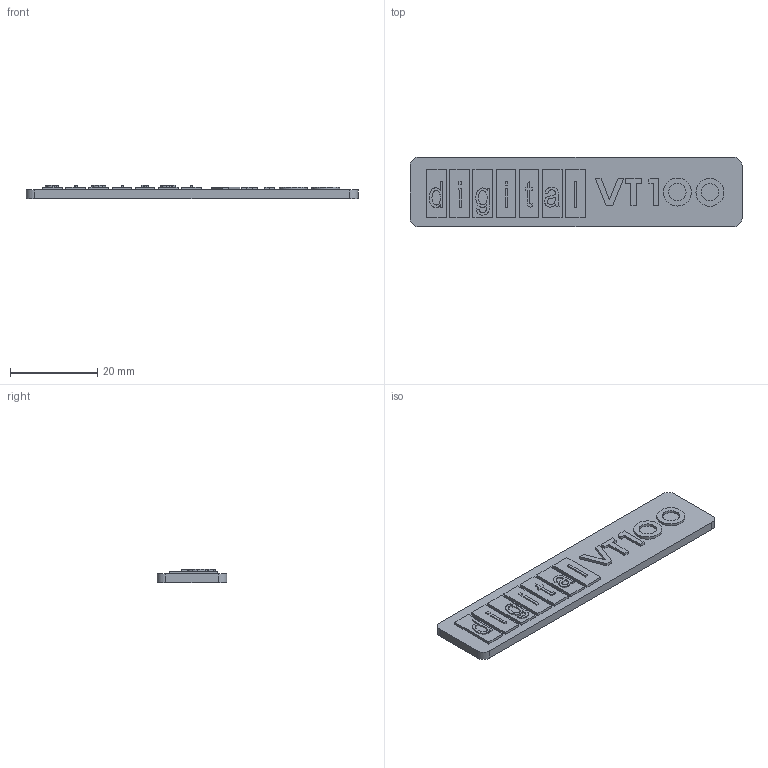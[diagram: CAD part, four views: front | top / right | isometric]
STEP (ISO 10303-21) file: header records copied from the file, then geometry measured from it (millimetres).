
FILE_DESCRIPTION(/* description */ (''),/* implementation_level */ '2;1');
FILE_NAME(/* name */ 'Logo.step',/* time_stamp */ '2021-03-11T10:23:38-05:00',/* author */ (''),/* organization */ (''),/* preprocessor_version */ 'ST-DEVELOPER v18.1',/* originating_system */ 'Autodesk Translation Framework v9.10.0.1330',/* authorisation */ '');
FILE_SCHEMA (('AUTOMOTIVE_DESIGN { 1 0 10303 214 3 1 1 }'));
Length unit declared in the file: millimetre
Products named in the file (1): Logo
Bounding box: 76 x 16 x 3 mm (x, y, z)
Volume: 2795.2 mm3; surface area: 3486.3 mm2
Topology: 10 solids, 10 shells, 222 faces, 564 edges, 376 vertices
Faces by surface type: plane 134, bspline 80, cylinder 8
Full cylindrical faces by diameter (mm): 4 x2, 6.4 x2
Entity records: 7400 total; most frequent: CARTESIAN_POINT 2523, ORIENTED_EDGE 1128, DIRECTION 706, EDGE_CURVE 564, LINE 388, VECTOR 388, VERTEX_POINT 376, EDGE_LOOP 242
